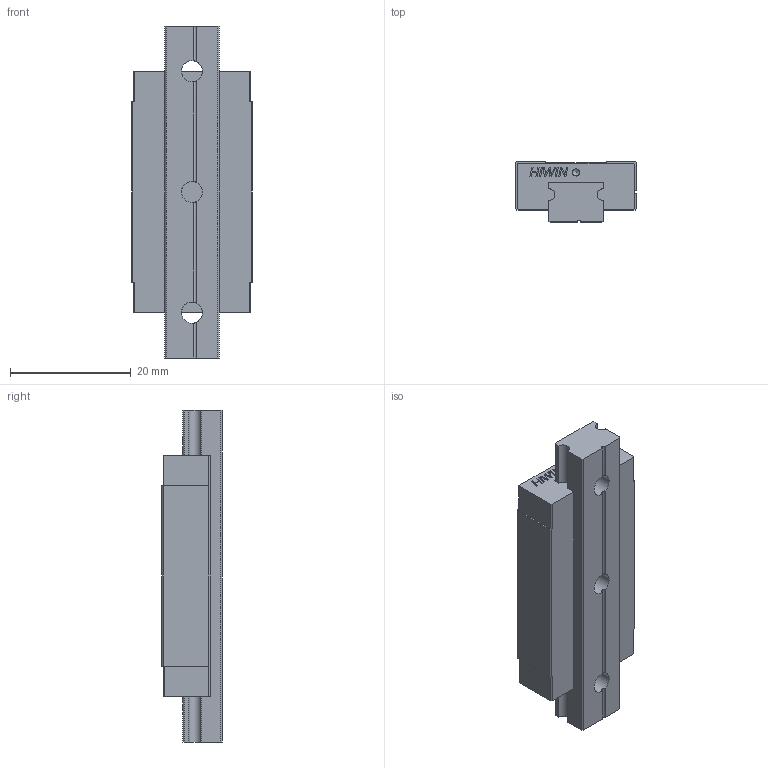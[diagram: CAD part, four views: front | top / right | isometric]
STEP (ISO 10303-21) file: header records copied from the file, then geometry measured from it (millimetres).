
FILE_DESCRIPTION(/* description */ (''),/* implementation_level */ '2;1');
FILE_NAME(/* name */ 'mgn9h',/* time_stamp */ '2006-08-24T09:21:50+08:00',/* author */ (''),/* organization */ (''),/* preprocessor_version */ 'ST-DEVELOPER v9',/* originating_system */ 'UGS - NX 4.0',/* authorisation */ '');
FILE_SCHEMA (('AUTOMOTIVE_DESIGN { 1 0 10303 214 1 1 1 1 }'));
Length unit declared in the file: millimetre
Products named in the file (1): sand94F7h974
Bounding box: 20 x 10 x 55 mm (x, y, z)
Volume: 7279.5 mm3; surface area: 5250 mm2
Topology: 2 solids, 2 shells, 216 faces, 601 edges, 400 vertices
Faces by surface type: plane 143, extrusion 46, cylinder 21, cone 6
Full cylindrical faces by diameter (mm): 1.2 x2, 3 x4, 3.5 x3, 6 x3
Entity records: 7378 total; most frequent: CARTESIAN_POINT 2412, ORIENTED_EDGE 1136, DIRECTION 743, EDGE_CURVE 568, VERTEX_POINT 391, VECTOR 319, B_SPLINE_CURVE_WITH_KNOTS 300, LINE 273
